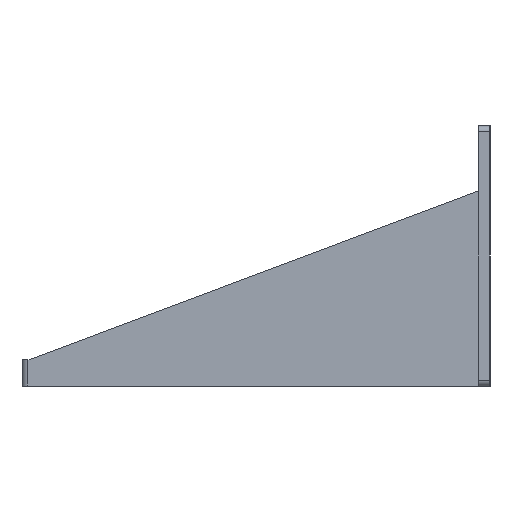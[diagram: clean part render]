
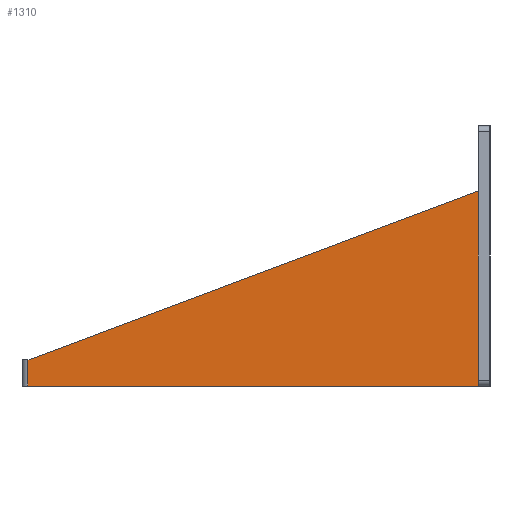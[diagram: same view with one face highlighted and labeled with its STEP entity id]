
A CAD part, left-side view. The second image highlights one B-rep face of the part: STEP entity #1310.
In plain terms, the highlighted planar face has unit normal (-1, 0, 0).
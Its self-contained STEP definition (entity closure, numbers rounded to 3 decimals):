
#486=CARTESIAN_POINT('',(-54.8,-76.,230.35));
#487=VERTEX_POINT('',#486);
#494=CARTESIAN_POINT('',(-54.8,-76.,163.63));
#495=VERTEX_POINT('',#494);
#496=CARTESIAN_POINT('',(-54.8,-76.,230.35));
#497=DIRECTION('',(-0.,-0.,-1.));
#498=VECTOR('',#497,66.72);
#499=LINE('',#496,#498);
#500=EDGE_CURVE('',#487,#495,#499,.T.);
#1161=CARTESIAN_POINT('',(-54.8,78.,163.63));
#1162=VERTEX_POINT('',#1161);
#1163=CARTESIAN_POINT('',(-54.8,78.,163.63));
#1164=DIRECTION('',(0.,-1.,0.));
#1165=VECTOR('',#1164,154.);
#1166=LINE('',#1163,#1165);
#1167=EDGE_CURVE('',#1162,#495,#1166,.T.);
#1279=CARTESIAN_POINT('',(-54.8,91.,185.83));
#1280=DIRECTION('',(-1.,-0.,0.));
#1281=DIRECTION('',(0.,0.,1.));
#1282=AXIS2_PLACEMENT_3D('',#1279,#1280,#1281);
#1283=PLANE('',#1282);
#1284=CARTESIAN_POINT('',(-54.8,78.,172.63));
#1285=VERTEX_POINT('',#1284);
#1286=CARTESIAN_POINT('',(-54.8,77.6,172.63));
#1287=VERTEX_POINT('',#1286);
#1288=CARTESIAN_POINT('',(-54.8,78.,172.63));
#1289=DIRECTION('',(0.,-1.,-0.));
#1290=VECTOR('',#1289,0.4);
#1291=LINE('',#1288,#1290);
#1292=EDGE_CURVE('',#1285,#1287,#1291,.T.);
#1293=ORIENTED_EDGE('',*,*,#1292,.F.);
#1294=CARTESIAN_POINT('',(-54.8,78.,172.63));
#1295=DIRECTION('',(-0.,-0.,-1.));
#1296=VECTOR('',#1295,9.);
#1297=LINE('',#1294,#1296);
#1298=EDGE_CURVE('',#1285,#1162,#1297,.T.);
#1299=ORIENTED_EDGE('',*,*,#1298,.T.);
#1300=ORIENTED_EDGE('',*,*,#1167,.T.);
#1301=ORIENTED_EDGE('',*,*,#500,.F.);
#1302=CARTESIAN_POINT('',(-54.8,77.6,172.63));
#1303=DIRECTION('',(0.,-0.936,0.352));
#1304=VECTOR('',#1303,164.087);
#1305=LINE('',#1302,#1304);
#1306=EDGE_CURVE('',#1287,#487,#1305,.T.);
#1307=ORIENTED_EDGE('',*,*,#1306,.F.);
#1308=EDGE_LOOP('',(#1293,#1299,#1300,#1301,#1307));
#1309=FACE_BOUND('',#1308,.T.);
#1310=ADVANCED_FACE('',(#1309),#1283,.T.);
